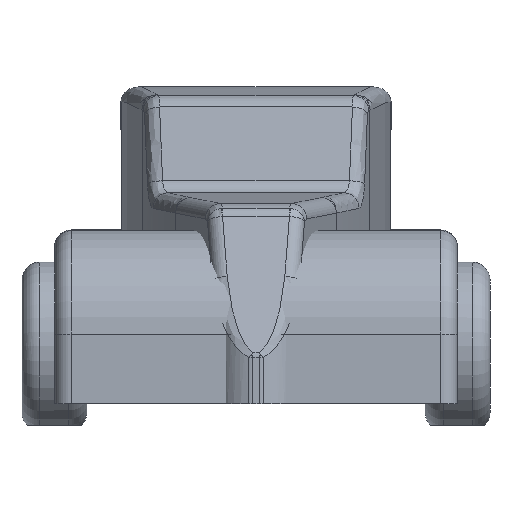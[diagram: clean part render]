
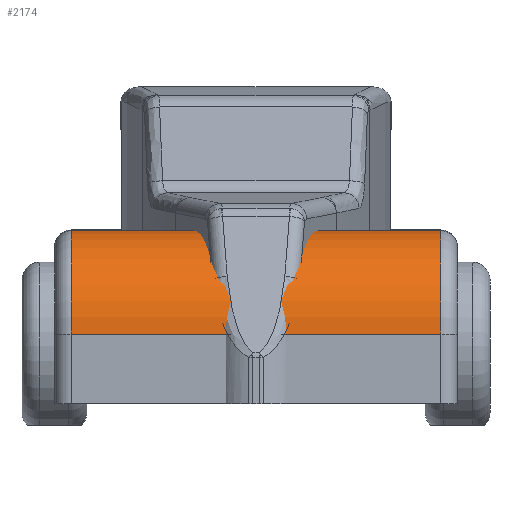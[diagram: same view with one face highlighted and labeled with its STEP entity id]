
A CAD part, left-side view. The second image highlights one B-rep face of the part: STEP entity #2174.
In plain terms, the highlighted cylindrical face has radius 0.339 mm (diameter 0.677 mm), a partial arc.
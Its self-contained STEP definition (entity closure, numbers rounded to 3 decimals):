
#128=LINE('',#3688,#212);
#129=LINE('',#3689,#213);
#212=VECTOR('',#2791,0.393);
#213=VECTOR('',#2792,0.393);
#285=CYLINDRICAL_SURFACE('',#2400,0.339);
#358=FACE_OUTER_BOUND('',#510,.T.);
#510=EDGE_LOOP('',(#1543,#1544,#1545,#1546));
#644=CIRCLE('',#2342,0.339);
#668=CIRCLE('',#2379,0.339);
#874=VERTEX_POINT('',#3411);
#876=VERTEX_POINT('',#3417);
#899=VERTEX_POINT('',#3604);
#901=VERTEX_POINT('',#3610);
#1085=EDGE_CURVE('',#874,#876,#644,.T.);
#1123=EDGE_CURVE('',#899,#901,#668,.T.);
#1143=EDGE_CURVE('',#899,#874,#128,.T.);
#1144=EDGE_CURVE('',#901,#876,#129,.T.);
#1543=ORIENTED_EDGE('',*,*,#1123,.F.);
#1544=ORIENTED_EDGE('',*,*,#1143,.T.);
#1545=ORIENTED_EDGE('',*,*,#1085,.T.);
#1546=ORIENTED_EDGE('',*,*,#1144,.F.);
#2174=ADVANCED_FACE('',(#358),#285,.T.);
#2342=AXIS2_PLACEMENT_3D('',#3441,#2659,#2660);
#2379=AXIS2_PLACEMENT_3D('',#3635,#2740,#2741);
#2400=AXIS2_PLACEMENT_3D('',#3687,#2789,#2790);
#2659=DIRECTION('center_axis',(0.,-1.,0.));
#2660=DIRECTION('ref_axis',(-0.687,0.,0.726));
#2740=DIRECTION('center_axis',(0.,-1.,0.));
#2741=DIRECTION('ref_axis',(-0.687,0.,0.726));
#2789=DIRECTION('center_axis',(0.,-1.,0.));
#2790=DIRECTION('ref_axis',(0.064,0.,0.998));
#2791=DIRECTION('',(0.,1.,0.));
#2792=DIRECTION('',(0.,1.,0.));
#3411=CARTESIAN_POINT('',(-0.92,0.611,0.643));
#3417=CARTESIAN_POINT('',(-1.28,0.611,0.302));
#3441=CARTESIAN_POINT('Origin',(-0.942,0.611,0.305));
#3604=CARTESIAN_POINT('',(-0.92,-0.611,0.643));
#3610=CARTESIAN_POINT('',(-1.28,-0.611,0.302));
#3635=CARTESIAN_POINT('Origin',(-0.942,-0.611,0.305));
#3687=CARTESIAN_POINT('Origin',(-0.942,0.,
0.305));
#3688=CARTESIAN_POINT('',(-0.92,0.,0.643));
#3689=CARTESIAN_POINT('',(-1.28,0.,0.302));
